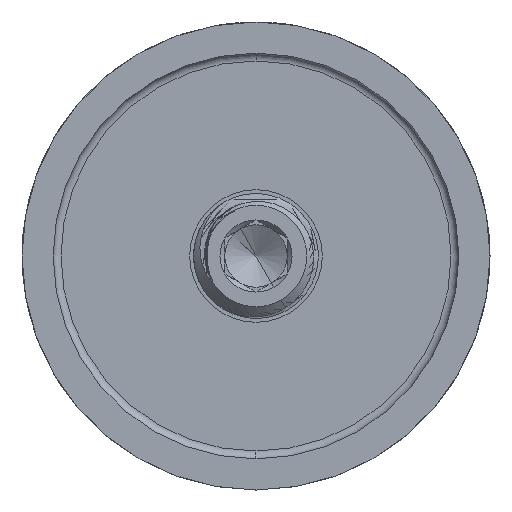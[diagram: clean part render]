
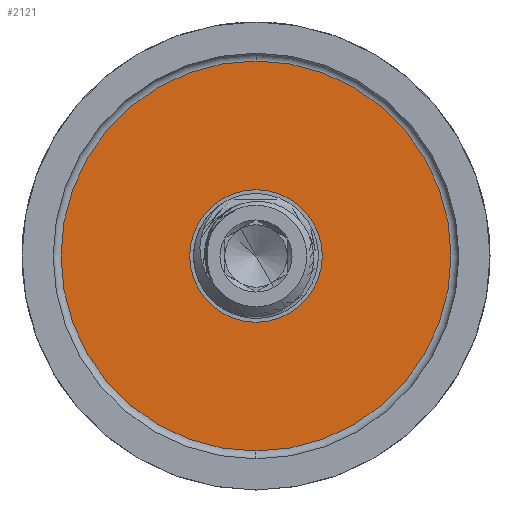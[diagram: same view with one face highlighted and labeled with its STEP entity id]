
A CAD part, left-side view. The second image highlights one B-rep face of the part: STEP entity #2121.
In plain terms, the highlighted planar face has unit normal (-1, 0, 0).
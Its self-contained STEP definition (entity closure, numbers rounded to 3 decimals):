
#1129 = DIRECTION ( 'NONE',  ( 0., 0., 1. ) ) ;
#1287 = ORIENTED_EDGE ( 'NONE', *, *, #6719, .T. ) ;
#1559 = DIRECTION ( 'NONE',  ( 0., 0., 1. ) ) ;
#1624 = EDGE_CURVE ( 'NONE', #10180, #10350, #9308, .T. ) ;
#1989 = DIRECTION ( 'NONE',  ( -1., 0., 0. ) ) ;
#2007 = ORIENTED_EDGE ( 'NONE', *, *, #1624, .T. ) ;
#2121 = ADVANCED_FACE ( 'NONE', ( #5216, #7232 ), #5259, .T. ) ;
#2213 = AXIS2_PLACEMENT_3D ( 'NONE', #10758, #2424, #5164 ) ;
#2280 = EDGE_LOOP ( 'NONE', ( #2007, #6943 ) ) ;
#2373 = ORIENTED_EDGE ( 'NONE', *, *, #6634, .T. ) ;
#2424 = DIRECTION ( 'NONE',  ( -1., 0., 0. ) ) ;
#2543 = DIRECTION ( 'NONE',  ( 1., 0., 0. ) ) ;
#3102 = AXIS2_PLACEMENT_3D ( 'NONE', #3401, #2543, #4399 ) ;
#3401 = CARTESIAN_POINT ( 'NONE',  ( 28., 0., 0. ) ) ;
#4394 = CIRCLE ( 'NONE', #9543, 12.5 ) ;
#4399 = DIRECTION ( 'NONE',  ( 0., 0., -1. ) ) ;
#4715 = CIRCLE ( 'NONE', #3102, 4.25 ) ;
#4756 = AXIS2_PLACEMENT_3D ( 'NONE', #9982, #9907, #11833 ) ;
#5074 = CARTESIAN_POINT ( 'NONE',  ( 28., 0., -4.25 ) ) ;
#5164 = DIRECTION ( 'NONE',  ( 0., 0., 1. ) ) ;
#5199 = CARTESIAN_POINT ( 'NONE',  ( 28., 0., 0. ) ) ;
#5216 = FACE_OUTER_BOUND ( 'NONE', #2280, .T. ) ;
#5259 = PLANE ( 'NONE',  #2213 ) ;
#5879 = CIRCLE ( 'NONE', #4756, 4.25 ) ;
#6293 = VERTEX_POINT ( 'NONE', #12100 ) ;
#6634 = EDGE_CURVE ( 'NONE', #6293, #11204, #5879, .T. ) ;
#6719 = EDGE_CURVE ( 'NONE', #11204, #6293, #4715, .T. ) ;
#6943 = ORIENTED_EDGE ( 'NONE', *, *, #9922, .T. ) ;
#7105 = DIRECTION ( 'NONE',  ( -1., 0., 0. ) ) ;
#7232 = FACE_BOUND ( 'NONE', #8121, .T. ) ;
#8121 = EDGE_LOOP ( 'NONE', ( #1287, #2373 ) ) ;
#8546 = CARTESIAN_POINT ( 'NONE',  ( 28., 0., 0. ) ) ;
#9308 = CIRCLE ( 'NONE', #10958, 12.5 ) ;
#9543 = AXIS2_PLACEMENT_3D ( 'NONE', #8546, #1989, #1129 ) ;
#9907 = DIRECTION ( 'NONE',  ( 1., 0., 0. ) ) ;
#9922 = EDGE_CURVE ( 'NONE', #10350, #10180, #4394, .T. ) ;
#9982 = CARTESIAN_POINT ( 'NONE',  ( 28., 0., 0. ) ) ;
#10180 = VERTEX_POINT ( 'NONE', #10734 ) ;
#10350 = VERTEX_POINT ( 'NONE', #11886 ) ;
#10734 = CARTESIAN_POINT ( 'NONE',  ( 28., 0., 12.5 ) ) ;
#10758 = CARTESIAN_POINT ( 'NONE',  ( 28., 13., 0. ) ) ;
#10958 = AXIS2_PLACEMENT_3D ( 'NONE', #5199, #7105, #1559 ) ;
#11204 = VERTEX_POINT ( 'NONE', #5074 ) ;
#11833 = DIRECTION ( 'NONE',  ( 0., 0., -1. ) ) ;
#11886 = CARTESIAN_POINT ( 'NONE',  ( 28., 0., -12.5 ) ) ;
#12100 = CARTESIAN_POINT ( 'NONE',  ( 28., 0., 4.25 ) ) ;
